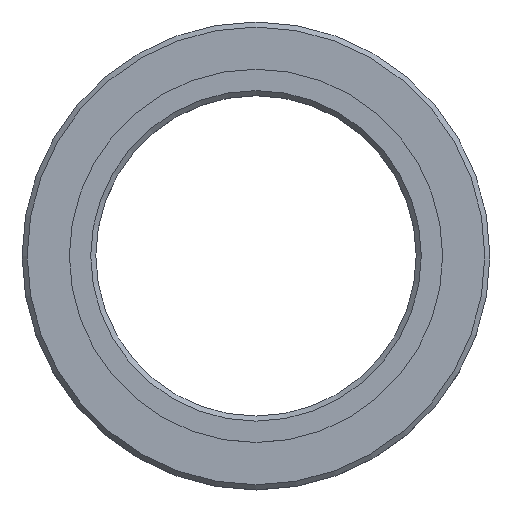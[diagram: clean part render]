
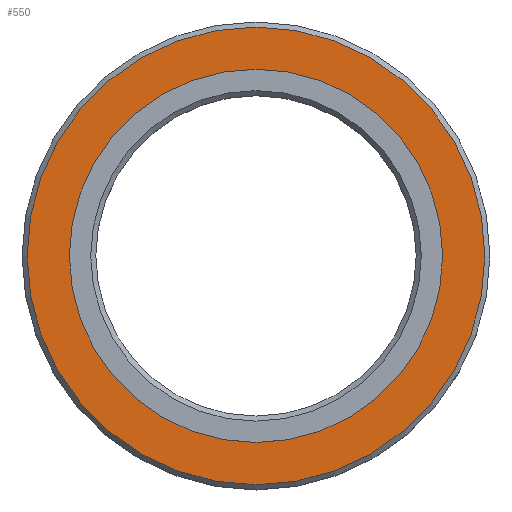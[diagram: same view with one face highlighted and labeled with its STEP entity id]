
A CAD part, top view. The second image highlights one B-rep face of the part: STEP entity #550.
In plain terms, the highlighted planar face has unit normal (0, 0, 1).
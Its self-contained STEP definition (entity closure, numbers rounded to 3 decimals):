
#22=FACE_BOUND('',#105,.T.);
#28=PLANE('',#614);
#65=FACE_OUTER_BOUND('',#104,.T.);
#104=EDGE_LOOP('',(#486));
#105=EDGE_LOOP('',(#487));
#126=CIRCLE('',#613,45.);
#127=CIRCLE('',#615,35.213);
#259=VERTEX_POINT('',#2945);
#260=VERTEX_POINT('',#2949);
#334=EDGE_CURVE('',#259,#259,#126,.T.);
#336=EDGE_CURVE('',#260,#260,#127,.T.);
#486=ORIENTED_EDGE('',*,*,#334,.F.);
#487=ORIENTED_EDGE('',*,*,#336,.T.);
#550=ADVANCED_FACE('',(#65,#22),#28,.T.);
#613=AXIS2_PLACEMENT_3D('',#2946,#733,#734);
#614=AXIS2_PLACEMENT_3D('',#2948,#736,#737);
#615=AXIS2_PLACEMENT_3D('',#2950,#738,#739);
#733=DIRECTION('center_axis',(0.,0.,-1.));
#734=DIRECTION('ref_axis',(-1.,0.,0.));
#736=DIRECTION('center_axis',(0.,0.,1.));
#737=DIRECTION('ref_axis',(-1.,0.,0.));
#738=DIRECTION('center_axis',(0.,0.,-1.));
#739=DIRECTION('ref_axis',(1.,0.,0.));
#2945=CARTESIAN_POINT('',(45.,0.,15.));
#2946=CARTESIAN_POINT('Origin',(0.,0.,15.));
#2948=CARTESIAN_POINT('Origin',(0.,0.,15.));
#2949=CARTESIAN_POINT('',(35.213,0.,15.));
#2950=CARTESIAN_POINT('Origin',(0.,0.,15.));
